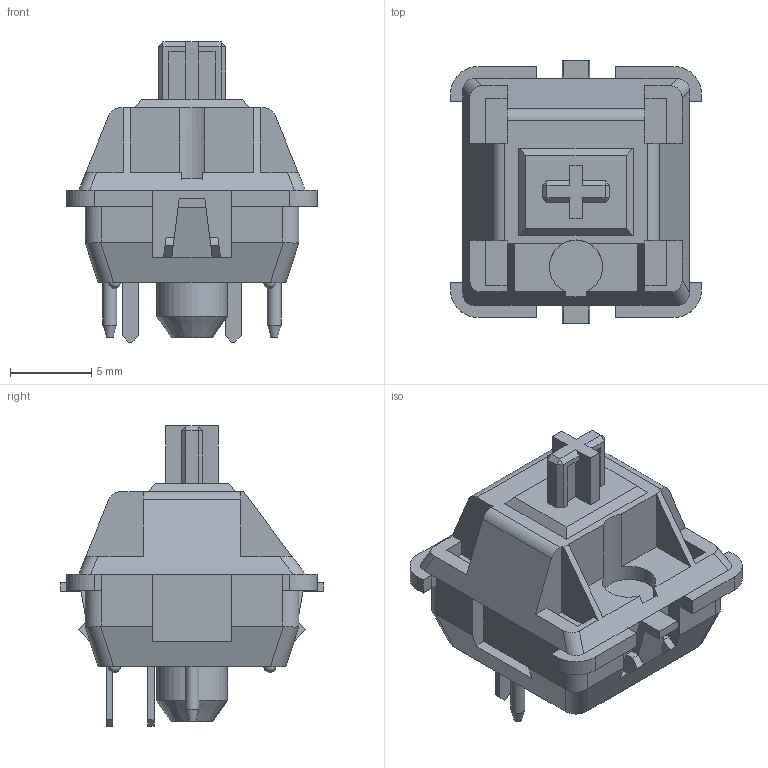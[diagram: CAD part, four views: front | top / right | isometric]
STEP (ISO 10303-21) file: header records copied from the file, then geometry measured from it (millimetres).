
FILE_DESCRIPTION(/* description */ ('STEP AP214'),/* implementation_level */ '2;1');
FILE_NAME(/* name */ 'MX1A-E1NW.step',/* time_stamp */ '2025-12-06T18:46:55+01:00',/* author */ (''),/* organization */ (''),/* preprocessor_version */ 'ST-DEVELOPER v20.1',/* originating_system */ 'Autodesk Translation Framework v14.21.0.0',/* authorisation */ '');
FILE_SCHEMA (('AUTOMOTIVE_DESIGN { 1 0 10303 214 3 1 1 }'));
Length unit declared in the file: millimetre
Products named in the file (1): MX1A-E1NW
Bounding box: 15.49 x 16.19 x 18.54 mm (x, y, z)
Volume: 1540.4 mm3; surface area: 1263.6 mm2
Topology: 2 solids, 2 shells, 222 faces, 591 edges, 379 vertices
Faces by surface type: plane 192, cylinder 23, sphere 4, cone 3
Full cylindrical faces by diameter (mm): 0.864 x2, 4.391 x1
Entity records: 6798 total; most frequent: CARTESIAN_POINT 1189, ORIENTED_EDGE 1174, DIRECTION 1096, EDGE_CURVE 587, LINE 524, VECTOR 524, VERTEX_POINT 379, AXIS2_PLACEMENT_3D 286
